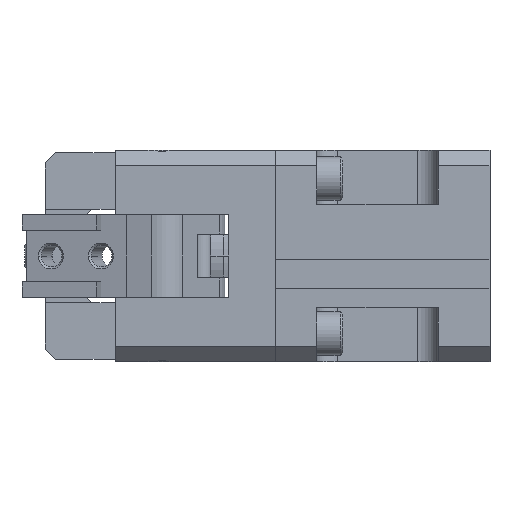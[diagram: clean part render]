
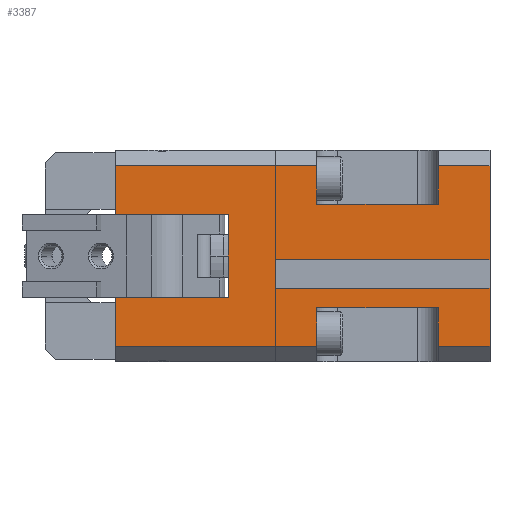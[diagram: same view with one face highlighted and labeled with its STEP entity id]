
A CAD part, left-side view. The second image highlights one B-rep face of the part: STEP entity #3387.
In plain terms, the highlighted planar face has unit normal (-1, 0, 0).
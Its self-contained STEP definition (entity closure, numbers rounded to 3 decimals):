
#2345 = EDGE_CURVE( '', #5847, #4313, #6707, .T. );
#2359 = EDGE_CURVE( '', #6261, #6059, #6725, .T. );
#2407 = EDGE_CURVE( '', #2713, #3649, #6777, .T. );
#2601 = VERTEX_POINT( '', #6989 );
#2627 = EDGE_CURVE( '', #4185, #5359, #7017, .T. );
#2713 = VERTEX_POINT( '', #7114 );
#2745 = VERTEX_POINT( '', #7150 );
#2813 = EDGE_CURVE( '', #4381, #5847, #7231, .T. );
#2857 = EDGE_CURVE( '', #6031, #2601, #7279, .T. );
#2873 = EDGE_CURVE( '', #5347, #4381, #7295, .T. );
#2919 = EDGE_CURVE( '', #2745, #3687, #7352, .T. );
#2955 = EDGE_CURVE( '', #3659, #4503, #7394, .T. );
#3003 = EDGE_CURVE( '', #5359, #2601, #7444, .T. );
#3087 = EDGE_CURVE( '', #3649, #4211, #7532, .T. );
#3231 = VERTEX_POINT( '', #7689 );
#3345 = EDGE_CURVE( '', #4211, #3659, #7815, .T. );
#3387 = ADVANCED_FACE( '', ( #7859 ), #7860, .T. );
#3471 = VERTEX_POINT( '', #7953 );
#3649 = VERTEX_POINT( '', #8150 );
#3655 = EDGE_CURVE( '', #3471, #4185, #8156, .T. );
#3659 = VERTEX_POINT( '', #8161 );
#3687 = VERTEX_POINT( '', #8192 );
#4185 = VERTEX_POINT( '', #8757 );
#4211 = VERTEX_POINT( '', #8787 );
#4237 = EDGE_CURVE( '', #3687, #2713, #8814, .T. );
#4271 = EDGE_CURVE( '', #3471, #3231, #8851, .T. );
#4313 = VERTEX_POINT( '', #8902 );
#4365 = EDGE_CURVE( '', #5919, #6261, #8956, .T. );
#4381 = VERTEX_POINT( '', #8975 );
#4397 = EDGE_CURVE( '', #6031, #2745, #8994, .T. );
#4503 = VERTEX_POINT( '', #9113 );
#4621 = EDGE_CURVE( '', #4503, #5919, #9247, .T. );
#5217 = EDGE_CURVE( '', #6059, #5347, #9909, .T. );
#5271 = EDGE_CURVE( '', #4313, #3231, #9970, .T. );
#5347 = VERTEX_POINT( '', #10053 );
#5359 = VERTEX_POINT( '', #10066 );
#5847 = VERTEX_POINT( '', #10590 );
#5919 = VERTEX_POINT( '', #10669 );
#6031 = VERTEX_POINT( '', #10791 );
#6059 = VERTEX_POINT( '', #10826 );
#6261 = VERTEX_POINT( '', #11057 );
#6707 = LINE( '', #11592, #11593 );
#6725 = LINE( '', #11617, #11618 );
#6777 = LINE( '', #11694, #11695 );
#6989 = CARTESIAN_POINT( '', ( -23.5, 10., -17.5 ) );
#7017 = LINE( '', #12028, #12029 );
#7114 = CARTESIAN_POINT( '', ( -23.5, 41.5, -0.75 ) );
#7150 = CARTESIAN_POINT( '', ( -23.5, 0., -6.25 ) );
#7231 = LINE( '', #12324, #12325 );
#7279 = LINE( '', #12386, #12387 );
#7295 = LINE( '', #12410, #12411 );
#7352 = LINE( '', #12483, #12484 );
#7394 = LINE( '', #12535, #12536 );
#7444 = LINE( '', #12615, #12616 );
#7532 = LINE( '', #12733, #12734 );
#7689 = CARTESIAN_POINT( '', ( -23.5, 72.5, -17.5 ) );
#7815 = LINE( '', #13115, #13116 );
#7859 = FACE_OUTER_BOUND( '', #13176, .T. );
#7860 = PLANE( '', #13177 );
#7953 = CARTESIAN_POINT( '', ( -23.5, 33.5, -17.5 ) );
#8150 = CARTESIAN_POINT( '', ( -23.5, 0., -0.75 ) );
#8156 = LINE( '', #13594, #13595 );
#8161 = CARTESIAN_POINT( '', ( -23.5, 10., 17.5 ) );
#8192 = CARTESIAN_POINT( '', ( -23.5, 41.5, -6.25 ) );
#8757 = CARTESIAN_POINT( '', ( -23.5, 33.5, -10. ) );
#8787 = CARTESIAN_POINT( '', ( -23.5, 0., 17.5 ) );
#8814 = LINE( '', #14535, #14536 );
#8851 = LINE( '', #14589, #14590 );
#8902 = CARTESIAN_POINT( '', ( -23.5, 72.5, -8. ) );
#8956 = LINE( '', #14735, #14736 );
#8975 = CARTESIAN_POINT( '', ( -23.5, 50.586, 8. ) );
#8994 = LINE( '', #14785, #14786 );
#9113 = CARTESIAN_POINT( '', ( -23.5, 10., 10. ) );
#9247 = LINE( '', #15147, #15148 );
#9909 = LINE( '', #16057, #16058 );
#9970 = LINE( '', #16139, #16140 );
#10053 = CARTESIAN_POINT( '', ( -23.5, 72.5, 8. ) );
#10066 = CARTESIAN_POINT( '', ( -23.5, 10., -10. ) );
#10590 = CARTESIAN_POINT( '', ( -23.5, 50.586, -8. ) );
#10669 = CARTESIAN_POINT( '', ( -23.5, 33.5, 10. ) );
#10791 = CARTESIAN_POINT( '', ( -23.5, 0., -17.5 ) );
#10826 = CARTESIAN_POINT( '', ( -23.5, 72.5, 17.5 ) );
#11057 = CARTESIAN_POINT( '', ( -23.5, 33.5, 17.5 ) );
#11592 = CARTESIAN_POINT( '', ( -23.5, 0., -8. ) );
#11593 = VECTOR( '', #18277, 1. );
#11617 = CARTESIAN_POINT( '', ( -23.5, 0., 17.5 ) );
#11618 = VECTOR( '', #18309, 1. );
#11694 = CARTESIAN_POINT( '', ( -23.5, 0., -0.75 ) );
#11695 = VECTOR( '', #18362, 1. );
#12028 = CARTESIAN_POINT( '', ( -23.5, 0., -10. ) );
#12029 = VECTOR( '', #18607, 1. );
#12324 = CARTESIAN_POINT( '', ( -23.5, 50.586, 0. ) );
#12325 = VECTOR( '', #18880, 1. );
#12386 = CARTESIAN_POINT( '', ( -23.5, 0., -17.5 ) );
#12387 = VECTOR( '', #18924, 1. );
#12410 = CARTESIAN_POINT( '', ( -23.5, 0., 8. ) );
#12411 = VECTOR( '', #18933, 1. );
#12483 = CARTESIAN_POINT( '', ( -23.5, 0., -6.25 ) );
#12484 = VECTOR( '', #19031, 1. );
#12535 = CARTESIAN_POINT( '', ( -23.5, 10., 19. ) );
#12536 = VECTOR( '', #19087, 1. );
#12615 = CARTESIAN_POINT( '', ( -23.5, 10., -1.5 ) );
#12616 = VECTOR( '', #19123, 1. );
#12733 = CARTESIAN_POINT( '', ( -23.5, 0., -17.5 ) );
#12734 = VECTOR( '', #19188, 1. );
#13115 = CARTESIAN_POINT( '', ( -23.5, 0., 17.5 ) );
#13116 = VECTOR( '', #19492, 1. );
#13176 = EDGE_LOOP( '', ( #19528, #19529, #19530, #19531, #19532, #19533, #19534, #19535, #19536, #19537, #19538, #19539, #19540, #19541, #19542, #19543, #19544, #19545, #19546, #19547 ) );
#13177 = AXIS2_PLACEMENT_3D( '', #19548, #19549, #19550 );
#13594 = CARTESIAN_POINT( '', ( -23.5, 33.5, -1.5 ) );
#13595 = VECTOR( '', #19871, 1. );
#14535 = CARTESIAN_POINT( '', ( -23.5, 41.5, 8.75 ) );
#14536 = VECTOR( '', #20729, 1. );
#14589 = CARTESIAN_POINT( '', ( -23.5, 0., -17.5 ) );
#14590 = VECTOR( '', #20767, 1. );
#14735 = CARTESIAN_POINT( '', ( -23.5, 33.5, 19. ) );
#14736 = VECTOR( '', #20897, 1. );
#14785 = CARTESIAN_POINT( '', ( -23.5, 0., -17.5 ) );
#14786 = VECTOR( '', #20951, 1. );
#15147 = CARTESIAN_POINT( '', ( -23.5, 0., 10. ) );
#15148 = VECTOR( '', #21273, 1. );
#16057 = CARTESIAN_POINT( '', ( -23.5, 72.5, -17.5 ) );
#16058 = VECTOR( '', #22048, 1. );
#16139 = CARTESIAN_POINT( '', ( -23.5, 72.5, -17.5 ) );
#16140 = VECTOR( '', #22117, 1. );
#18277 = DIRECTION( '', ( 0., 1., 0. ) );
#18309 = DIRECTION( '', ( 0., 1., 0. ) );
#18362 = DIRECTION( '', ( 0., -1., 0. ) );
#18607 = DIRECTION( '', ( 0., -1., 0. ) );
#18880 = DIRECTION( '', ( 0., 0., -1. ) );
#18924 = DIRECTION( '', ( 0., 1., 0. ) );
#18933 = DIRECTION( '', ( 0., -1., 0. ) );
#19031 = DIRECTION( '', ( 0., 1., 0. ) );
#19087 = DIRECTION( '', ( 0., 0., -1. ) );
#19123 = DIRECTION( '', ( 0., 0., -1. ) );
#19188 = DIRECTION( '', ( 0., 0., 1. ) );
#19492 = DIRECTION( '', ( 0., 1., 0. ) );
#19528 = ORIENTED_EDGE( '', *, *, #2345, .T. );
#19529 = ORIENTED_EDGE( '', *, *, #5271, .T. );
#19530 = ORIENTED_EDGE( '', *, *, #4271, .F. );
#19531 = ORIENTED_EDGE( '', *, *, #3655, .T. );
#19532 = ORIENTED_EDGE( '', *, *, #2627, .T. );
#19533 = ORIENTED_EDGE( '', *, *, #3003, .T. );
#19534 = ORIENTED_EDGE( '', *, *, #2857, .F. );
#19535 = ORIENTED_EDGE( '', *, *, #4397, .T. );
#19536 = ORIENTED_EDGE( '', *, *, #2919, .T. );
#19537 = ORIENTED_EDGE( '', *, *, #4237, .T. );
#19538 = ORIENTED_EDGE( '', *, *, #2407, .T. );
#19539 = ORIENTED_EDGE( '', *, *, #3087, .T. );
#19540 = ORIENTED_EDGE( '', *, *, #3345, .T. );
#19541 = ORIENTED_EDGE( '', *, *, #2955, .T. );
#19542 = ORIENTED_EDGE( '', *, *, #4621, .T. );
#19543 = ORIENTED_EDGE( '', *, *, #4365, .T. );
#19544 = ORIENTED_EDGE( '', *, *, #2359, .T. );
#19545 = ORIENTED_EDGE( '', *, *, #5217, .T. );
#19546 = ORIENTED_EDGE( '', *, *, #2873, .T. );
#19547 = ORIENTED_EDGE( '', *, *, #2813, .T. );
#19548 = CARTESIAN_POINT( '', ( -23.5, 0., 17.5 ) );
#19549 = DIRECTION( '', ( -1., 0., 0. ) );
#19550 = DIRECTION( '', ( 0., 0., 1. ) );
#19871 = DIRECTION( '', ( 0., 0., 1. ) );
#20729 = DIRECTION( '', ( 0., 0., 1. ) );
#20767 = DIRECTION( '', ( 0., 1., 0. ) );
#20897 = DIRECTION( '', ( 0., 0., 1. ) );
#20951 = DIRECTION( '', ( 0., 0., 1. ) );
#21273 = DIRECTION( '', ( 0., 1., 0. ) );
#22048 = DIRECTION( '', ( 0., 0., -1. ) );
#22117 = DIRECTION( '', ( 0., 0., -1. ) );
